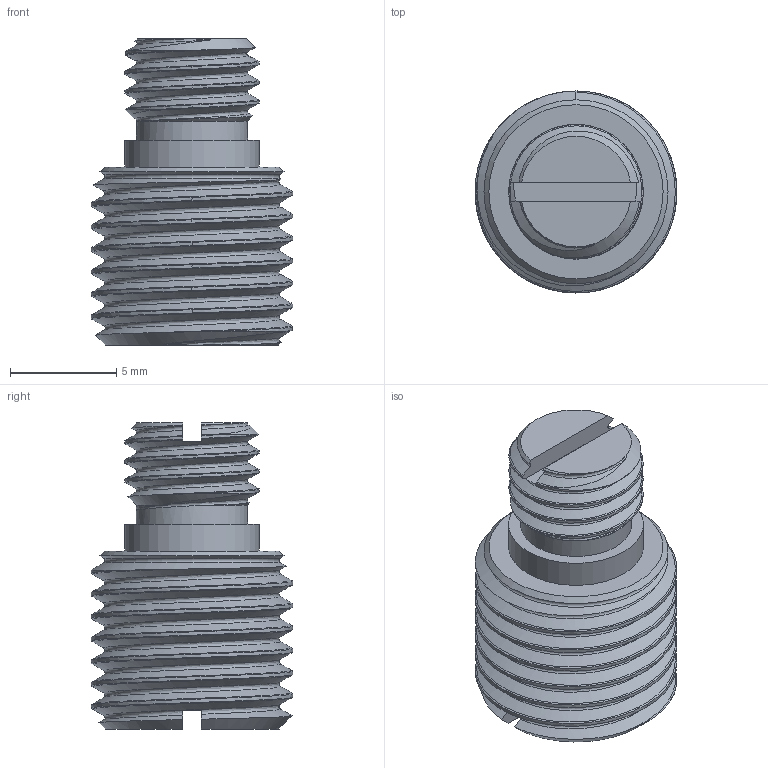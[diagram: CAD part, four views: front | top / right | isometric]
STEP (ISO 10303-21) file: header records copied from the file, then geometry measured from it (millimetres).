
FILE_DESCRIPTION(/* description */ (''),/* implementation_level */ '2;1');
FILE_NAME(/* name */ 'MH108-28B.stp',/* time_stamp */ '2024-02-21T08:46:56-05:00',/* author */ ('cthayer'),/* organization */ ('CONNECTION TECHNOLOGY CENTER'),/* preprocessor_version */ 'ST-DEVELOPER v19',/* originating_system */ 'Autodesk Inventor 2023',/* authorisation */ '');
FILE_SCHEMA (('AUTOMOTIVE_DESIGN { 1 0 10303 214 3 1 1 }'));
Length unit declared in the file: inch
Products named in the file (1): MH108-28B
Bounding box: 9.51 x 9.51 x 14.41 mm (x, y, z)
Volume: 657.2 mm3; surface area: 664.8 mm2
Topology: 1 solids, 1 shells, 62 faces, 169 edges, 111 vertices
Faces by surface type: bspline 22, cylinder 15, plane 13, cone 11, torus 1
Full cylindrical faces by diameter (mm): 5.232 x1, 6.325 x1, 6.35 x1, 9.5 x2
Entity records: 5981 total; most frequent: CARTESIAN_POINT 4577, ORIENTED_EDGE 338, EDGE_CURVE 169, DIRECTION 159, VERTEX_POINT 111, B_SPLINE_CURVE_WITH_KNOTS 108, AXIS2_PLACEMENT_3D 65, EDGE_LOOP 64
